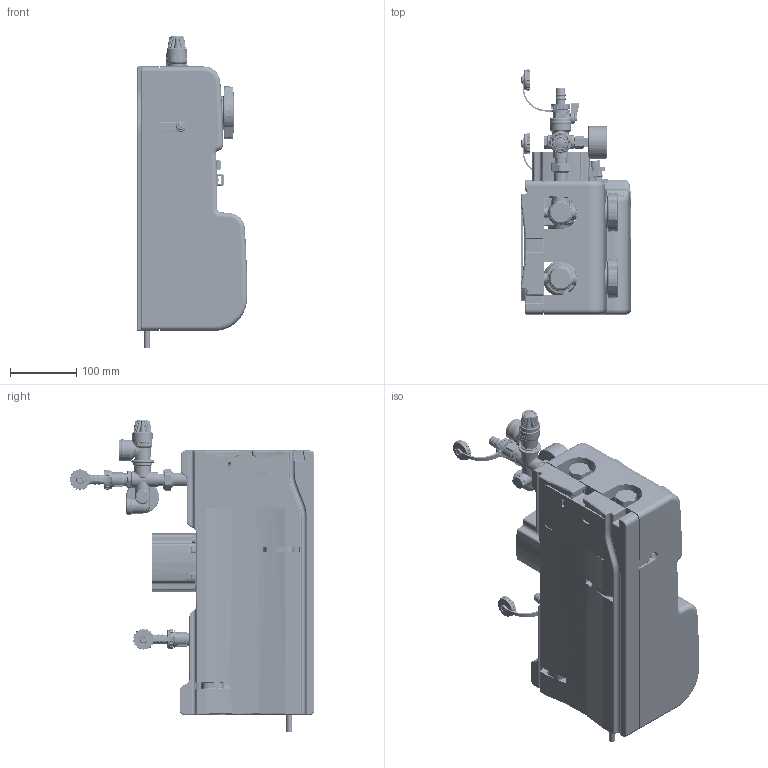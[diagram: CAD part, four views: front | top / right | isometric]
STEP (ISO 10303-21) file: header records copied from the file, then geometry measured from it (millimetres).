
FILE_DESCRIPTION(('CATIA V5 STEP Exchange','CAx-IF Rec.Pracs.--- Model Styling and Organization---1.4--- 2014-01-23','CAx-IF Rec.Pracs.---3D Tessellated Data Validation Properties---0.5---2014-09-14'),'2;1');
FILE_NAME('STEP_279050HE_-_TST.stp','2021-06-01T09:27:24+00:00',('none'),('none'),'CATIA Version 5-6 Release 2019 SP3','CATIA V5 STEP AP242 v1','none');
FILE_SCHEMA(('AP242_MANAGED_MODEL_BASED_3D_ENGINEERING_MIM_LF {1 0 10303 442 1 1 4}'));
Products named in the file (1): 279050HE - TST
Bounding box: 166.54 x 370.41 x 472.12 mm (x, y, z)
Volume: 6305740.1 mm3; surface area: 913967.3 mm2
Topology: 5 solids, 27 shells, 10361 faces, 25961 edges, 15411 vertices
Faces by surface type: bspline 3015, plane 2179, cylinder 2050, torus 1157, cone 952, extrusion 535, sphere 461, revolution 12
Entity records: 469897 total; most frequent: CARTESIAN_POINT 264174, ORIENTED_EDGE 50966, EDGE_CURVE 25483, DIRECTION 24509, VERTEX_POINT 15409, B_SPLINE_CURVE_WITH_KNOTS 12481, AXIS2_PLACEMENT_3D 11803, EDGE_LOOP 10702
